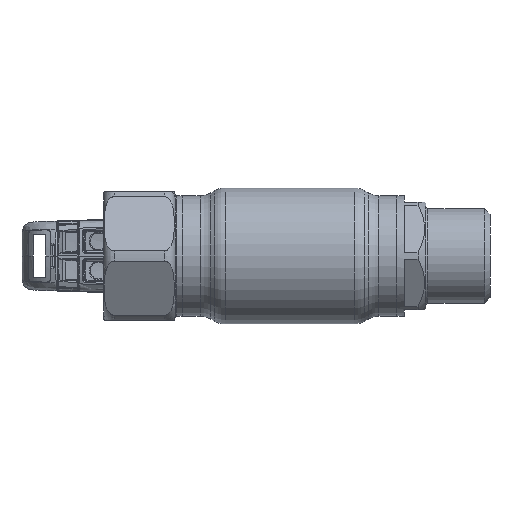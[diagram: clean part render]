
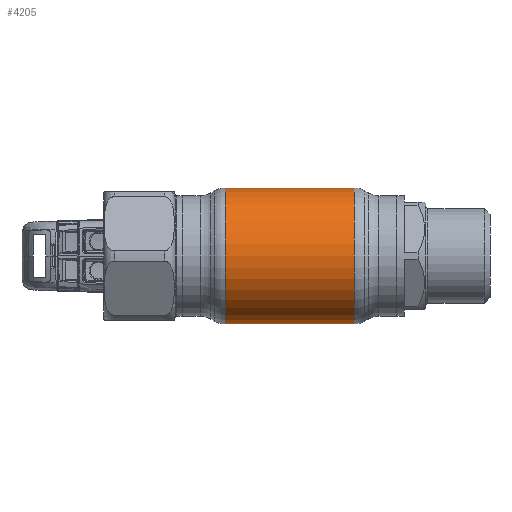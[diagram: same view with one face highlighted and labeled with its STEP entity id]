
A CAD part, front view. The second image highlights one B-rep face of the part: STEP entity #4205.
In plain terms, the highlighted cylindrical face has radius 19 mm (diameter 38 mm), a partial arc.
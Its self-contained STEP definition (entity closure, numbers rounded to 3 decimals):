
#773 = VECTOR ( 'NONE', #60379, 1000. ) ;
#1237 = CARTESIAN_POINT ( 'NONE',  ( 18.035, 0., 19. ) ) ;
#1892 = VERTEX_POINT ( 'NONE', #5417 ) ;
#2937 = FACE_OUTER_BOUND ( 'NONE', #27035, .T. ) ;
#3782 = CARTESIAN_POINT ( 'NONE',  ( 18.035, 0., 0. ) ) ;
#4205 = ADVANCED_FACE ( 'NONE', ( #2937 ), #62083, .T. ) ;
#5417 = CARTESIAN_POINT ( 'NONE',  ( -18.035, 0., -19. ) ) ;
#8662 = DIRECTION ( 'NONE',  ( 0., 0., 1. ) ) ;
#11760 = ORIENTED_EDGE ( 'NONE', *, *, #31593, .F. ) ;
#12666 = EDGE_CURVE ( 'NONE', #39844, #25837, #61869, .T. ) ;
#18396 = DIRECTION ( 'NONE',  ( -1., 0., 0. ) ) ;
#18603 = ORIENTED_EDGE ( 'NONE', *, *, #12666, .T. ) ;
#19340 = EDGE_CURVE ( 'NONE', #25837, #39085, #60640, .T. ) ;
#21498 = ORIENTED_EDGE ( 'NONE', *, *, #31911, .F. ) ;
#22835 = ORIENTED_EDGE ( 'NONE', *, *, #19340, .T. ) ;
#25114 = VECTOR ( 'NONE', #18396, 1000. ) ;
#25837 = VERTEX_POINT ( 'NONE', #1237 ) ;
#27035 = EDGE_LOOP ( 'NONE', ( #11760, #18603, #22835, #21498 ) ) ;
#28325 = CARTESIAN_POINT ( 'NONE',  ( -62.69, 0., -19. ) ) ;
#28464 = DIRECTION ( 'NONE',  ( 0., 0., 1. ) ) ;
#30839 = CARTESIAN_POINT ( 'NONE',  ( -18.035, 0., 0. ) ) ;
#30933 = AXIS2_PLACEMENT_3D ( 'NONE', #38419, #61965, #28464 ) ;
#31340 = CARTESIAN_POINT ( 'NONE',  ( -62.69, 0., 19. ) ) ;
#31468 = DIRECTION ( 'NONE',  ( -1., 0., 0. ) ) ;
#31593 = EDGE_CURVE ( 'NONE', #39844, #1892, #59207, .T. ) ;
#31911 = EDGE_CURVE ( 'NONE', #1892, #39085, #53834, .T. ) ;
#32345 = CARTESIAN_POINT ( 'NONE',  ( 18.035, 0., -19. ) ) ;
#32370 = DIRECTION ( 'NONE',  ( -1., 0., 0. ) ) ;
#38419 = CARTESIAN_POINT ( 'NONE',  ( -62.69, 0., 0. ) ) ;
#39085 = VERTEX_POINT ( 'NONE', #61320 ) ;
#39844 = VERTEX_POINT ( 'NONE', #32345 ) ;
#40573 = DIRECTION ( 'NONE',  ( 0., 0., 1. ) ) ;
#45001 = AXIS2_PLACEMENT_3D ( 'NONE', #3782, #32370, #8662 ) ;
#53834 = CIRCLE ( 'NONE', #58119, 19. ) ;
#58119 = AXIS2_PLACEMENT_3D ( 'NONE', #30839, #31468, #40573 ) ;
#59207 = LINE ( 'NONE', #28325, #25114 ) ;
#60379 = DIRECTION ( 'NONE',  ( -1., 0., 0. ) ) ;
#60640 = LINE ( 'NONE', #31340, #773 ) ;
#61320 = CARTESIAN_POINT ( 'NONE',  ( -18.035, 0., 19. ) ) ;
#61869 = CIRCLE ( 'NONE', #45001, 19. ) ;
#61965 = DIRECTION ( 'NONE',  ( -1., 0., 0. ) ) ;
#62083 = CYLINDRICAL_SURFACE ( 'NONE', #30933, 19. ) ;
